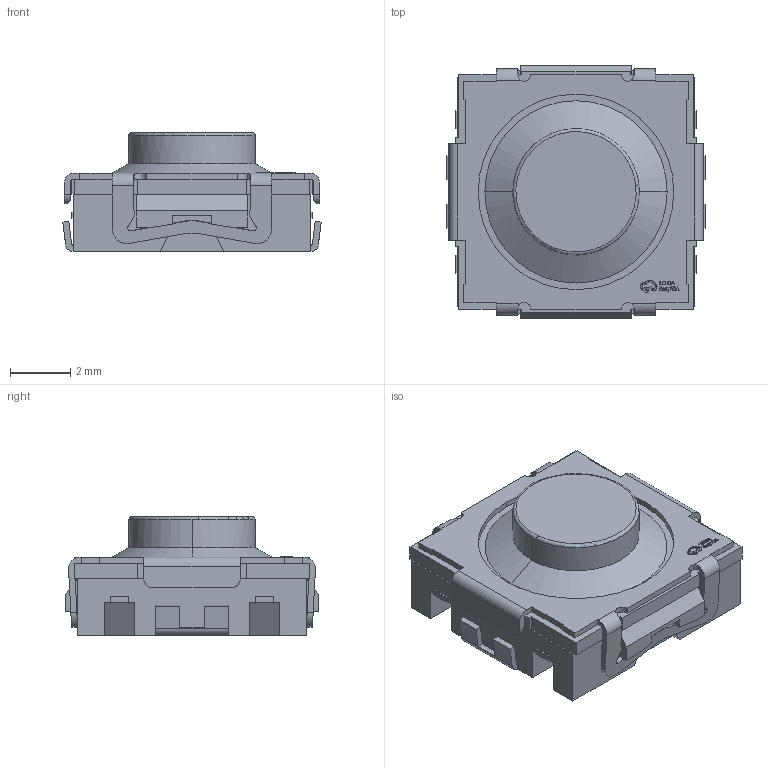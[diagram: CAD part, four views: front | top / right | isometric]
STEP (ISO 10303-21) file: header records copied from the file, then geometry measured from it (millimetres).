
FILE_DESCRIPTION (( 'STEP AP214' ), '1' );
FILE_NAME ('SW-SMD_L8.0-W8.4-LS8.6.STEP', '2024-03-11T12:43:14', ( 'User' ), ( 'China' ), 'SwSTEP 2.0', 'SolidWorks 2020', '' );
FILE_SCHEMA (( 'AUTOMOTIVE_DESIGN' ));
Length unit declared in the file: millimetre
Products named in the file (1): SW-SMD_L8.0-W8.4-LS8.6
Bounding box: 8.58 x 8.4 x 3.95 mm (x, y, z)
Volume: 175.9 mm3; surface area: 287.7 mm2
Topology: 14 solids, 14 shells, 493 faces, 1397 edges, 925 vertices
Faces by surface type: plane 333, bspline 102, cylinder 40, cone 16, torus 2
Entity records: 22224 total; most frequent: CARTESIAN_POINT 4463, ORIENTED_EDGE 2794, DIRECTION 2046, EDGE_CURVE 1397, LINE 1054, VECTOR 1054, VERTEX_POINT 925, EDGE_LOOP 518
